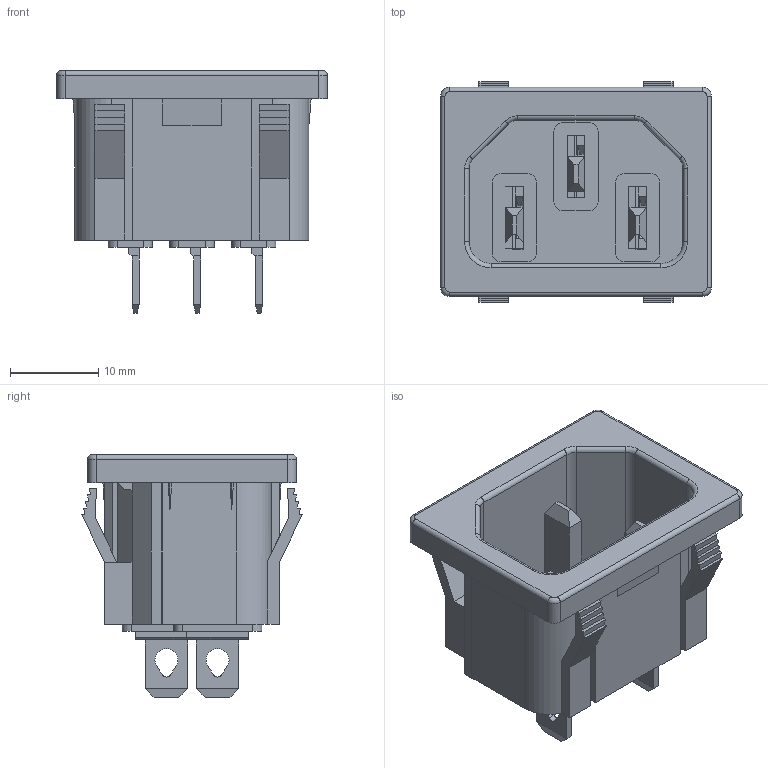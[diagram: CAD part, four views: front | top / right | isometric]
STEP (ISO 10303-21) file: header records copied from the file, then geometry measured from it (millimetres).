
FILE_DESCRIPTION (( 'STEP AP214' ), '1' );
FILE_NAME ('701W-C-4.8.STEP', '2013-07-11T01:22:58', ( 'USER' ), ( 'NONE' ), 'SwSTEP 2.0', 'SolidWorks 2010', '' );
FILE_SCHEMA (( 'AUTOMOTIVE_DESIGN' ));
Length unit declared in the file: millimetre
Products named in the file (1): 701W-C-4.8
Bounding box: 30.7 x 25 x 27.5 mm (x, y, z)
Surface area: 5226.6 mm2 (no closed solid volume)
Topology: 0 solids, 4 shells, 256 faces, 746 edges, 493 vertices
Faces by surface type: plane 201, cylinder 45, torus 10
Entity records: 11159 total; most frequent: CARTESIAN_POINT 1502, ORIENTED_EDGE 1398, DIRECTION 1371, EDGE_CURVE 746, VECTOR 631, LINE 631, VERTEX_POINT 493, AXIS2_PLACEMENT_3D 370
